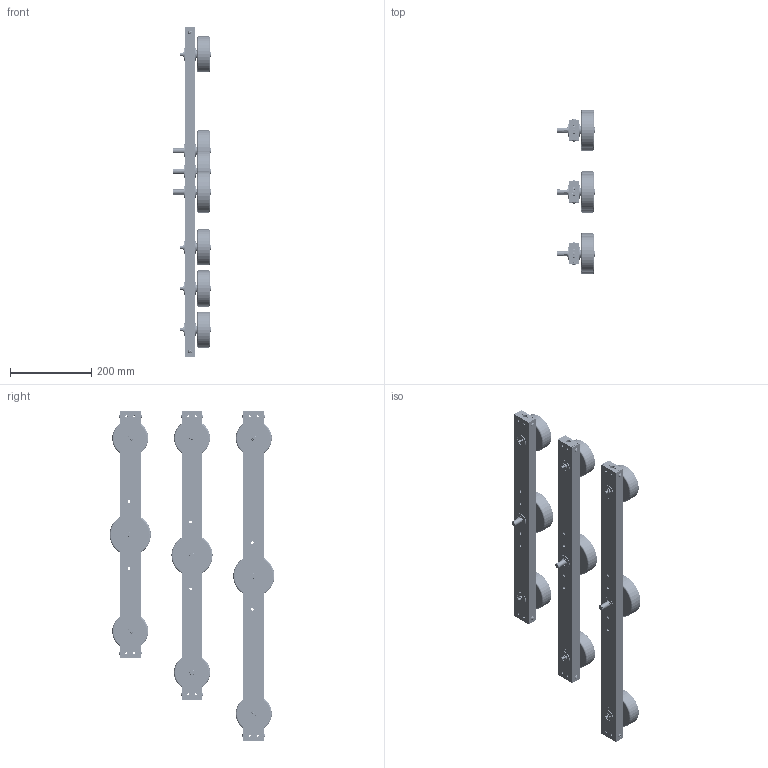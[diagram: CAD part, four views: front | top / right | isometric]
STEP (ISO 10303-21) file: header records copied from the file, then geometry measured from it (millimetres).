
FILE_DESCRIPTION(/* description */ (''),/* implementation_level */ '2;1');
FILE_NAME(/* name */ '6wd_layout.stp',/* time_stamp */ '2014-01-02T16:07:31-06:00',/* author */ ('ajlapp'),/* organization */ (''),/* preprocessor_version */ 'ST-DEVELOPER v15.2',/* originating_system */ 'Autodesk Inventor 2014',/* authorisation */ '');
FILE_SCHEMA (('AUTOMOTIVE_DESIGN { 1 0 10303 214 3 1 1 }'));
Length unit declared in the file: inch
Products named in the file (25): 32in_simple_tube_6wd; st_end_plug; brf-08; simpletube_wheel_axle; colson_performa_wheel_3500in; colson_hub; snap_ring_97633A200; 125_key; 17t_double_sprocket; sensor_pin; vexpro_spacer; colson_wheel_asm_3500; simpletube_drive_axle; colson_performa_wheel_4in; colson_wheel_asm_drive; 25_chain_6wd; bhcs_91255A242; 32in_simpletube_6wd_asm; 28in_simple_tube_6wd; sl__end_plug; 28in_simpletube_asm_6wd; 24in_simple_tube_6wd; colson_wheel_asm; 24in_simpletube_asm_6wd; 6wd_layout
Bounding box: 92.91 x 406.38 x 812.8 mm (x, y, z)
Volume: 3189866.3 mm3; surface area: 1050657.3 mm2
Topology: 119 solids, 119 shells, 7963 faces, 22108 edges, 14557 vertices
Faces by surface type: cylinder 4554, plane 2862, cone 517, torus 18, sphere 12
Full cylindrical faces by diameter (mm): 1.194 x40, 3.683 x44, 4.056 x132, 4.826 x120, 5.105 x32, 5.334 x16, 5.969 x6, 6.35 x12, 6.756 x30, 9.169 x12, 11.125 x6, 11.887 x18, 12.7 x48, 16.256 x36, 19.05 x7, 22.86 x3, 23.012 x6, 25.4 x45, 28.575 x36, 31.75 x18, 88.9 x6, 101.6 x3
Entity records: 36144 total; most frequent: CARTESIAN_POINT 9478, DIRECTION 5546, ORIENTED_EDGE 5194, EDGE_CURVE 2597, AXIS2_PLACEMENT_3D 2215, VERTEX_POINT 1845, EDGE_LOOP 1480, LINE 1116
